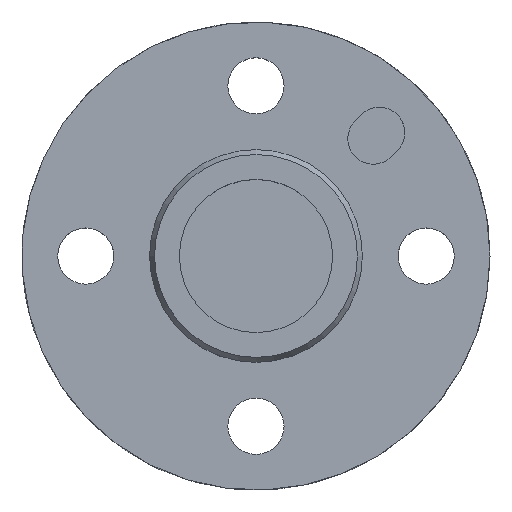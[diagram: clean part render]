
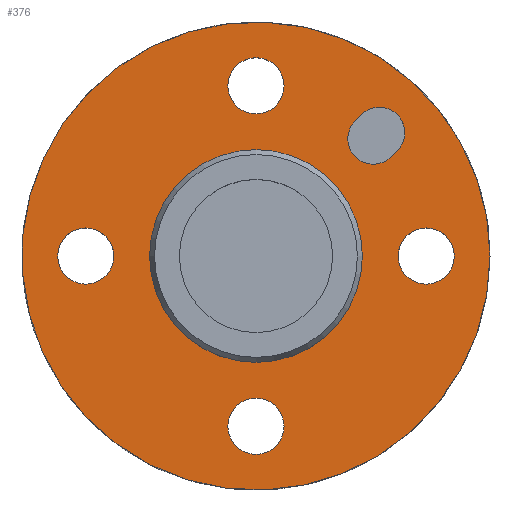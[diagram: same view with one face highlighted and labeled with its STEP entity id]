
A CAD part, top view. The second image highlights one B-rep face of the part: STEP entity #376.
In plain terms, the highlighted planar face has unit normal (0, 0, 1).
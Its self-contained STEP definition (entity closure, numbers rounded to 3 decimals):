
#37=FACE_BOUND('',#119,.T.);
#38=FACE_BOUND('',#120,.T.);
#39=FACE_BOUND('',#121,.T.);
#40=FACE_BOUND('',#122,.T.);
#41=FACE_BOUND('',#123,.T.);
#42=FACE_BOUND('',#124,.T.);
#51=PLANE('',#435);
#76=FACE_OUTER_BOUND('',#118,.T.);
#118=EDGE_LOOP('',(#327));
#119=EDGE_LOOP('',(#328,#329,#330,#331));
#120=EDGE_LOOP('',(#332));
#121=EDGE_LOOP('',(#333));
#122=EDGE_LOOP('',(#334));
#123=EDGE_LOOP('',(#335));
#124=EDGE_LOOP('',(#336));
#129=LINE('',#570,#145);
#132=LINE('',#576,#148);
#145=VECTOR('',#450,10.);
#148=VECTOR('',#455,10.);
#159=CIRCLE('',#388,3.);
#161=CIRCLE('',#393,3.);
#167=CIRCLE('',#404,12.5);
#170=CIRCLE('',#410,3.3);
#173=CIRCLE('',#415,3.3);
#176=CIRCLE('',#420,3.3);
#179=CIRCLE('',#425,3.3);
#184=CIRCLE('',#434,27.5);
#185=VERTEX_POINT('',#560);
#186=VERTEX_POINT('',#561);
#189=VERTEX_POINT('',#569);
#191=VERTEX_POINT('',#575);
#197=VERTEX_POINT('',#596);
#200=VERTEX_POINT('',#605);
#203=VERTEX_POINT('',#613);
#206=VERTEX_POINT('',#621);
#209=VERTEX_POINT('',#629);
#218=VERTEX_POINT('',#651);
#219=EDGE_CURVE('',#185,#186,#159,.T.);
#223=EDGE_CURVE('',#189,#185,#129,.T.);
#226=EDGE_CURVE('',#186,#191,#132,.T.);
#229=EDGE_CURVE('',#191,#189,#161,.T.);
#235=EDGE_CURVE('',#197,#197,#167,.T.);
#238=EDGE_CURVE('',#200,#200,#170,.T.);
#241=EDGE_CURVE('',#203,#203,#173,.T.);
#244=EDGE_CURVE('',#206,#206,#176,.T.);
#247=EDGE_CURVE('',#209,#209,#179,.T.);
#256=EDGE_CURVE('',#218,#218,#184,.T.);
#327=ORIENTED_EDGE('',*,*,#256,.T.);
#328=ORIENTED_EDGE('',*,*,#219,.T.);
#329=ORIENTED_EDGE('',*,*,#226,.T.);
#330=ORIENTED_EDGE('',*,*,#229,.T.);
#331=ORIENTED_EDGE('',*,*,#223,.T.);
#332=ORIENTED_EDGE('',*,*,#235,.T.);
#333=ORIENTED_EDGE('',*,*,#238,.T.);
#334=ORIENTED_EDGE('',*,*,#241,.T.);
#335=ORIENTED_EDGE('',*,*,#244,.T.);
#336=ORIENTED_EDGE('',*,*,#247,.T.);
#376=ADVANCED_FACE('',(#76,#37,#38,#39,#40,#41,#42),#51,.T.);
#388=AXIS2_PLACEMENT_3D('',#562,#442,#443);
#393=AXIS2_PLACEMENT_3D('',#581,#460,#461);
#404=AXIS2_PLACEMENT_3D('',#597,#482,#483);
#410=AXIS2_PLACEMENT_3D('',#606,#494,#495);
#415=AXIS2_PLACEMENT_3D('',#614,#504,#505);
#420=AXIS2_PLACEMENT_3D('',#622,#514,#515);
#425=AXIS2_PLACEMENT_3D('',#630,#524,#525);
#434=AXIS2_PLACEMENT_3D('',#652,#546,#547);
#435=AXIS2_PLACEMENT_3D('',#657,#552,#553);
#442=DIRECTION('center_axis',(0.,0.,-1.));
#443=DIRECTION('ref_axis',(0.707,-0.707,0.));
#450=DIRECTION('',(0.707,0.707,0.));
#455=DIRECTION('',(-0.707,-0.707,0.));
#460=DIRECTION('center_axis',(0.,0.,-1.));
#461=DIRECTION('ref_axis',(-0.707,0.707,0.));
#482=DIRECTION('center_axis',(0.,0.,-1.));
#483=DIRECTION('ref_axis',(-1.,0.,0.));
#494=DIRECTION('center_axis',(0.,0.,-1.));
#495=DIRECTION('ref_axis',(-1.,0.,0.));
#504=DIRECTION('center_axis',(0.,0.,-1.));
#505=DIRECTION('ref_axis',(-1.,0.,0.));
#514=DIRECTION('center_axis',(0.,0.,-1.));
#515=DIRECTION('ref_axis',(-1.,0.,0.));
#524=DIRECTION('center_axis',(0.,0.,-1.));
#525=DIRECTION('ref_axis',(-1.,0.,0.));
#546=DIRECTION('center_axis',(0.,0.,1.));
#547=DIRECTION('ref_axis',(-1.,0.,0.));
#552=DIRECTION('center_axis',(0.,0.,1.));
#553=DIRECTION('ref_axis',(1.,0.,0.));
#560=CARTESIAN_POINT('',(12.374,16.617,17.));
#561=CARTESIAN_POINT('',(16.617,12.374,17.));
#562=CARTESIAN_POINT('Origin',(14.496,14.496,17.));
#569=CARTESIAN_POINT('',(11.667,15.91,17.));
#570=CARTESIAN_POINT('',(4.773,9.016,17.));
#575=CARTESIAN_POINT('',(15.91,11.667,17.));
#576=CARTESIAN_POINT('',(9.369,5.127,17.));
#581=CARTESIAN_POINT('Origin',(13.789,13.789,17.));
#596=CARTESIAN_POINT('',(12.5,0.,17.));
#597=CARTESIAN_POINT('Origin',(0.,0.,17.));
#605=CARTESIAN_POINT('',(23.3,0.,17.));
#606=CARTESIAN_POINT('Origin',(20.,0.,17.));
#613=CARTESIAN_POINT('',(-16.7,0.,17.));
#614=CARTESIAN_POINT('Origin',(-20.,0.,17.));
#621=CARTESIAN_POINT('',(3.3,20.,17.));
#622=CARTESIAN_POINT('Origin',(0.,20.,17.));
#629=CARTESIAN_POINT('',(3.3,-20.,17.));
#630=CARTESIAN_POINT('Origin',(0.,-20.,17.));
#651=CARTESIAN_POINT('',(27.5,0.,17.));
#652=CARTESIAN_POINT('Origin',(0.,0.,17.));
#657=CARTESIAN_POINT('Origin',(0.,0.,17.));
